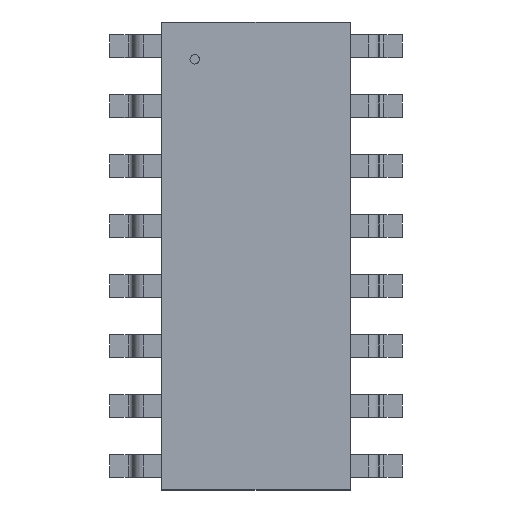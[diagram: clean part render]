
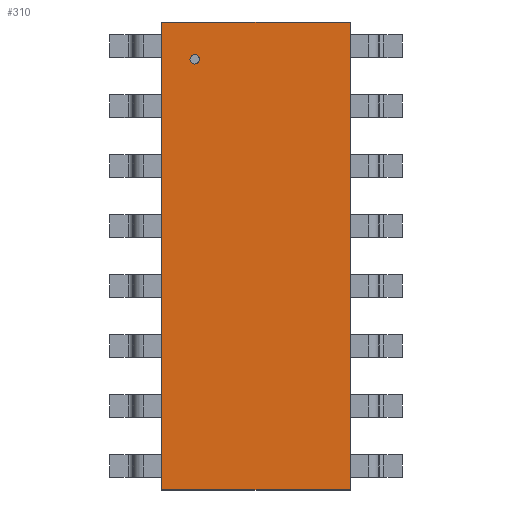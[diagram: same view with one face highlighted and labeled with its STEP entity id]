
A CAD part, top view. The second image highlights one B-rep face of the part: STEP entity #310.
In plain terms, the highlighted planar face has unit normal (0, 0, 1).
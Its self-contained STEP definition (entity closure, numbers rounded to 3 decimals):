
#189 = VERTEX_POINT('',#190);
#190 = CARTESIAN_POINT('',(1.994,-4.953,1.753));
#196 = EDGE_CURVE('',#197,#189,#199,.T.);
#197 = VERTEX_POINT('',#198);
#198 = CARTESIAN_POINT('',(-1.994,-4.953,1.753));
#199 = LINE('',#200,#201);
#200 = CARTESIAN_POINT('',(-1.994,-4.953,1.753));
#201 = VECTOR('',#202,1.);
#202 = DIRECTION('',(1.,0.,0.));
#227 = VERTEX_POINT('',#228);
#228 = CARTESIAN_POINT('',(1.994,4.953,1.753));
#234 = EDGE_CURVE('',#189,#227,#235,.T.);
#235 = LINE('',#236,#237);
#236 = CARTESIAN_POINT('',(1.994,-4.953,1.753));
#237 = VECTOR('',#238,1.);
#238 = DIRECTION('',(0.,1.,0.));
#258 = VERTEX_POINT('',#259);
#259 = CARTESIAN_POINT('',(-1.994,4.953,1.753));
#265 = EDGE_CURVE('',#227,#258,#266,.T.);
#266 = LINE('',#267,#268);
#267 = CARTESIAN_POINT('',(1.994,4.953,1.753));
#268 = VECTOR('',#269,1.);
#269 = DIRECTION('',(-1.,0.,0.));
#287 = EDGE_CURVE('',#258,#197,#288,.T.);
#288 = LINE('',#289,#290);
#289 = CARTESIAN_POINT('',(-1.994,4.953,1.753));
#290 = VECTOR('',#291,1.);
#291 = DIRECTION('',(0.,-1.,0.));
#310 = ADVANCED_FACE('',(#311),#317,.T.);
#311 = FACE_BOUND('',#312,.T.);
#312 = EDGE_LOOP('',(#313,#314,#315,#316));
#313 = ORIENTED_EDGE('',*,*,#196,.T.);
#314 = ORIENTED_EDGE('',*,*,#234,.T.);
#315 = ORIENTED_EDGE('',*,*,#265,.T.);
#316 = ORIENTED_EDGE('',*,*,#287,.T.);
#317 = PLANE('',#318);
#318 = AXIS2_PLACEMENT_3D('',#319,#320,#321);
#319 = CARTESIAN_POINT('',(-1.994,-4.953,1.753));
#320 = DIRECTION('',(0.,0.,1.));
#321 = DIRECTION('',(0.,1.,0.));
